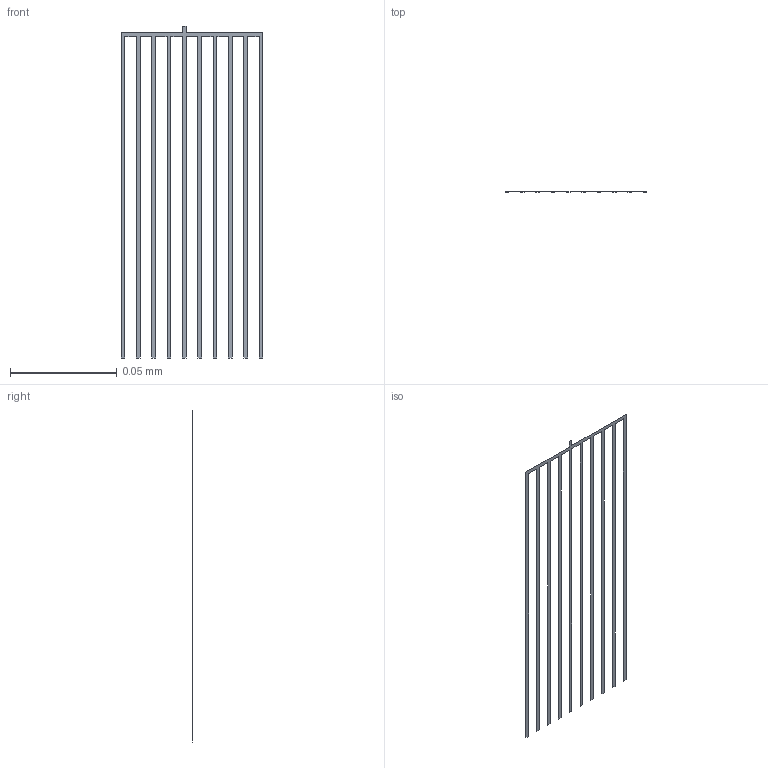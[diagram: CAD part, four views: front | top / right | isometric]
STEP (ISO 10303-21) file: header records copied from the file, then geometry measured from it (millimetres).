
FILE_SCHEMA (('AUTOMOTIVE_DESIGN { 1 0 10303 214 3 1 1 }'));
Products named in the file (1): cube
Bounding box: 0.07 x 0 x 0.16 mm (x, y, z)
Surface area: 0 mm2 (no closed solid volume)
Topology: 0 solids, 1 shells, 1 faces, 44 edges, 44 vertices
Faces by surface type: plane 1
Entity records: 384 total; most frequent: CARTESIAN_POINT 89, DIRECTION 46, ORIENTED_EDGE 44, EDGE_CURVE 44, VERTEX_POINT 44, LINE 44, VECTOR 44, SHAPE_REPRESENTATION_RELATIONSHIP 1
